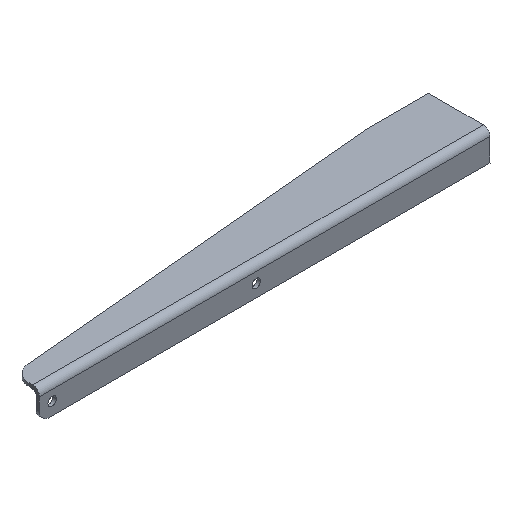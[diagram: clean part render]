
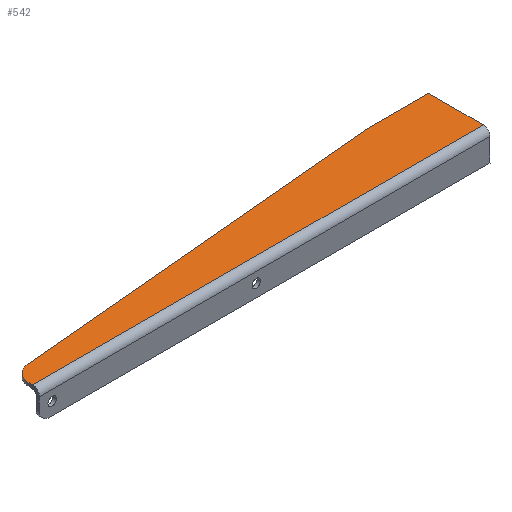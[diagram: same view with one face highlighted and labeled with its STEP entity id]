
A CAD part, isometric view. The second image highlights one B-rep face of the part: STEP entity #542.
In plain terms, the highlighted free-form (B-spline) face has degree [1, 1] with [2, 2] control points.
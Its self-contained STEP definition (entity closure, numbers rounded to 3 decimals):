
#14 = CARTESIAN_POINT ( 'NONE',  ( -10.312, 126.152, 4. ) ) ;
#19 = B_SPLINE_CURVE_WITH_KNOTS ( 'NONE', 1,
 ( #719, #167 ),
 .UNSPECIFIED., .F., .F.,
 ( 2, 2 ),
 ( 0., 1. ),
 .UNSPECIFIED. ) ;
#25 = EDGE_CURVE ( 'NONE', #435, #412, #465, .T. ) ;
#35 = CARTESIAN_POINT ( 'NONE',  ( -10.312, 126.152, 4. ) ) ;
#92 = CARTESIAN_POINT ( 'NONE',  ( 447.625, 186.26, 4. ) ) ;
#94 = VERTEX_POINT ( 'NONE', #95 ) ;
#95 = CARTESIAN_POINT ( 'NONE',  ( -10.312, 126.152, 4. ) ) ;
#101 = EDGE_CURVE ( 'NONE', #214, #94, #382, .T. ) ;
#119 = CARTESIAN_POINT ( 'NONE',  ( 519.617, 121.912, 4. ) ) ;
#133 = ORIENTED_EDGE ( 'NONE', *, *, #309, .F. ) ;
#148 = CARTESIAN_POINT ( 'NONE',  ( 519.617, 121.912, 4. ) ) ;
#151 = CARTESIAN_POINT ( 'NONE',  ( 7.323, 146.012, 4. ) ) ;
#161 = CARTESIAN_POINT ( 'NONE',  ( 519.617, 186.26, 4. ) ) ;
#167 = CARTESIAN_POINT ( 'NONE',  ( 519.617, 186.26, 4. ) ) ;
#177 = EDGE_CURVE ( 'NONE', #741, #435, #19, .T. ) ;
#190 = CARTESIAN_POINT ( 'NONE',  ( 7.323, 146.012, 4. ) ) ;
#191 = EDGE_CURVE ( 'NONE', #214, #412, #457, .T. ) ;
#208 = CARTESIAN_POINT ( 'NONE',  ( 519.617, 121.912, 4. ) ) ;
#214 = VERTEX_POINT ( 'NONE', #251 ) ;
#223 = B_SPLINE_SURFACE_WITH_KNOTS ( 'NONE', 1, 1, ( 
 ( #484, #529 ),
 ( #594, #119 ) ),
 .UNSPECIFIED., .F., .F., .F.,
 ( 2, 2 ),
 ( 2, 2 ),
 ( 0., 1. ),
 ( 0., 1. ),
 .UNSPECIFIED. ) ;
#251 = CARTESIAN_POINT ( 'NONE',  ( -10.312, 121.912, 4. ) ) ;
#274 = ORIENTED_EDGE ( 'NONE', *, *, #191, .T. ) ;
#309 = EDGE_CURVE ( 'NONE', #94, #422, #633, .T. ) ;
#382 = B_SPLINE_CURVE_WITH_KNOTS ( 'NONE', 1,
 ( #578, #35 ),
 .UNSPECIFIED., .F., .F.,
 ( 2, 2 ),
 ( 0., 1. ),
 .UNSPECIFIED. ) ;
#411 = CARTESIAN_POINT ( 'NONE',  ( -10.312, 121.912, 4. ) ) ;
#412 = VERTEX_POINT ( 'NONE', #208 ) ;
#419 = ORIENTED_EDGE ( 'NONE', *, *, #101, .F. ) ;
#422 = VERTEX_POINT ( 'NONE', #151 ) ;
#435 = VERTEX_POINT ( 'NONE', #161 ) ;
#452 = EDGE_CURVE ( 'NONE', #422, #741, #646, .T. ) ;
#457 = B_SPLINE_CURVE_WITH_KNOTS ( 'NONE', 1,
 ( #411, #482 ),
 .UNSPECIFIED., .F., .F.,
 ( 2, 2 ),
 ( 0., 1. ),
 .UNSPECIFIED. ) ;
#465 = B_SPLINE_CURVE_WITH_KNOTS ( 'NONE', 1,
 ( #690, #148 ),
 .UNSPECIFIED., .F., .F.,
 ( 2, 2 ),
 ( 0., 1. ),
 .UNSPECIFIED. ) ;
#475 = CARTESIAN_POINT ( 'NONE',  ( 7.323, 146.012, 4. ) ) ;
#479 = CARTESIAN_POINT ( 'NONE',  ( 447.625, 186.26, 4. ) ) ;
#482 = CARTESIAN_POINT ( 'NONE',  ( 519.617, 121.912, 4. ) ) ;
#484 = CARTESIAN_POINT ( 'NONE',  ( -10.312, 186.26, 4. ) ) ;
#491 = CARTESIAN_POINT ( 'NONE',  ( -10.312, 136.795, 4. ) ) ;
#528 = ORIENTED_EDGE ( 'NONE', *, *, #452, .F. ) ;
#529 = CARTESIAN_POINT ( 'NONE',  ( -10.312, 121.912, 4. ) ) ;
#542 = ADVANCED_FACE ( 'NONE', ( #729 ), #223, .F. ) ;
#560 = CARTESIAN_POINT ( 'NONE',  ( -3.245, 144.754, 4. ) ) ;
#578 = CARTESIAN_POINT ( 'NONE',  ( -10.312, 121.912, 4. ) ) ;
#594 = CARTESIAN_POINT ( 'NONE',  ( 519.617, 186.26, 4. ) ) ;
#609 = EDGE_LOOP ( 'NONE', ( #632, #528, #133, #419, #274, #666 ) ) ;
#632 = ORIENTED_EDGE ( 'NONE', *, *, #177, .F. ) ;
#633 =( BOUNDED_CURVE ( )  B_SPLINE_CURVE ( 3, ( #14, #491, #560, #190 ),
 .UNSPECIFIED., .F., .T. ) 
 B_SPLINE_CURVE_WITH_KNOTS ( ( 4, 4 ),
 ( -1.452, 0. ),
 .UNSPECIFIED. ) 
 CURVE ( )  GEOMETRIC_REPRESENTATION_ITEM ( )  RATIONAL_B_SPLINE_CURVE ( ( 1., 0.832, 0.832, 1. ) ) 
 REPRESENTATION_ITEM ( '' )  );
#646 = B_SPLINE_CURVE_WITH_KNOTS ( 'NONE', 1,
 ( #475, #479 ),
 .UNSPECIFIED., .F., .F.,
 ( 2, 2 ),
 ( 0., 1. ),
 .UNSPECIFIED. ) ;
#666 = ORIENTED_EDGE ( 'NONE', *, *, #25, .F. ) ;
#690 = CARTESIAN_POINT ( 'NONE',  ( 519.617, 186.26, 4. ) ) ;
#719 = CARTESIAN_POINT ( 'NONE',  ( 447.625, 186.26, 4. ) ) ;
#729 = FACE_OUTER_BOUND ( 'NONE', #609, .T. ) ;
#741 = VERTEX_POINT ( 'NONE', #92 ) ;
